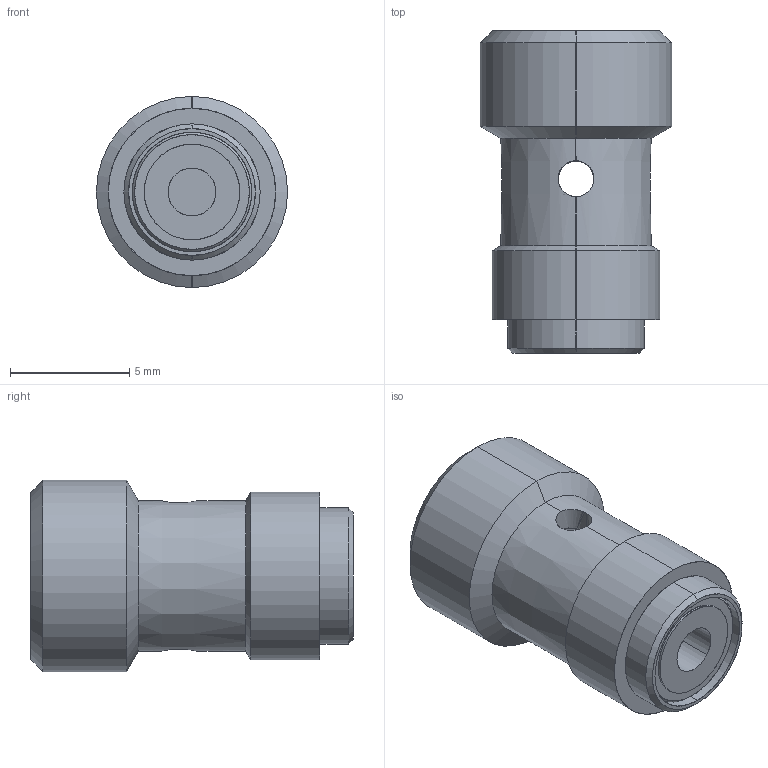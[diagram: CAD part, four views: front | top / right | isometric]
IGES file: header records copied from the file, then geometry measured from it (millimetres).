
Start section: SolidWorks IGES file using analytic representation for surfaces
Global section: file name: R70100025.igs; native system: SolidWorks 2012; preprocessor: SolidWorks 2012; author: serviziopdm; date: 131001.164107; units: millimetre
Bounding box: 8 x 13.5 x 8 mm (x, y, z)
Surface area: 549.2 mm2 (no closed solid volume)
Topology: 0 solids, 0 shells, 42 faces, 630 edges, 630 vertices
Faces by surface type: revolution 30, bspline 12
